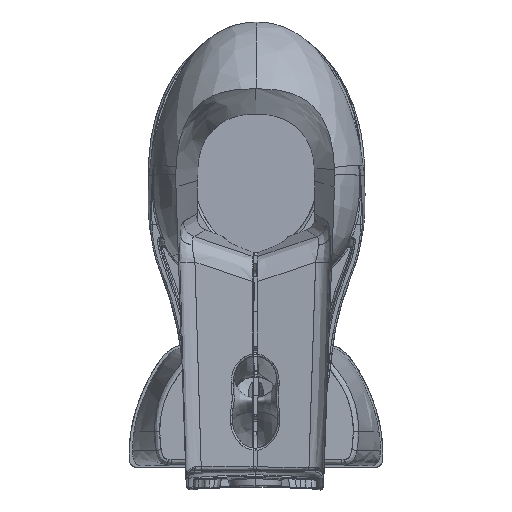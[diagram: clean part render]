
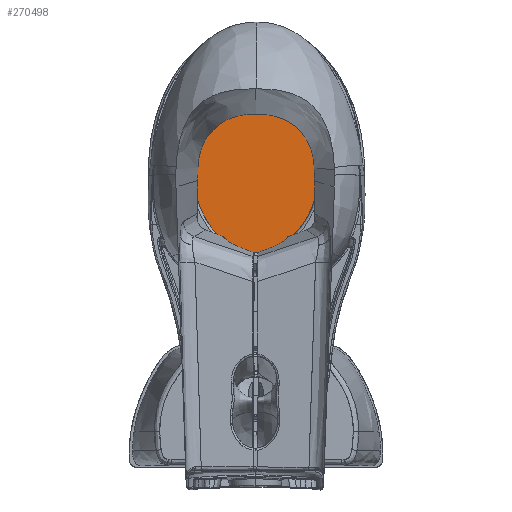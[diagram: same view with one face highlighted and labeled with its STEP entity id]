
A CAD part, front view. The second image highlights one B-rep face of the part: STEP entity #270498.
In plain terms, the highlighted face is planar.
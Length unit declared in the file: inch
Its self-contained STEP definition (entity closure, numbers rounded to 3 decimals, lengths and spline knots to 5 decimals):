
#5379 = CARTESIAN_POINT ( 'NONE',  ( 0.88047, -20.68521, 0.85388 ) ) ;
#12718 = EDGE_CURVE ( 'NONE', #253721, #78722, #137280, .T. ) ;
#17614 = PLANE ( 'NONE',  #69544 ) ;
#20747 = CARTESIAN_POINT ( 'NONE',  ( 6.22174, -16.63787, 0.89866 ) ) ;
#21837 = CARTESIAN_POINT ( 'NONE',  ( 6.69904, -15.581, 0.91008 ) ) ;
#23970 = CARTESIAN_POINT ( 'NONE',  ( -3.44277, -19.79572, 0.86209 ) ) ;
#26557 = CARTESIAN_POINT ( 'NONE',  ( -4.19458, -1.70842, 1.05496 ) ) ;
#38675 = CARTESIAN_POINT ( 'NONE',  ( -7.17257, -6.09888, 1.00721 ) ) ;
#45770 = CARTESIAN_POINT ( 'NONE',  ( 7.07024, -14.45395, 0.92222 ) ) ;
#48981 = CARTESIAN_POINT ( 'NONE',  ( 4.24854, -19.19514, 0.87078 ) ) ;
#54406 = CARTESIAN_POINT ( 'NONE',  ( -7.59023, -12.11852, 0.94282 ) ) ;
#67260 = FACE_OUTER_BOUND ( 'NONE', #197704, .T. ) ;
#69544 = AXIS2_PLACEMENT_3D ( 'NONE', #239566, #144855, #119760 ) ;
#71840 = CARTESIAN_POINT ( 'NONE',  ( 7.73077, -10.91617, 0.96018 ) ) ;
#73980 = CARTESIAN_POINT ( 'NONE',  ( 7.76219, -9.6898, 0.97328 ) ) ;
#78722 = VERTEX_POINT ( 'NONE', #26557 ) ;
#79404 = CARTESIAN_POINT ( 'NONE',  ( -6.22063, -16.64013, 0.89496 ) ) ;
#95715 = CARTESIAN_POINT ( 'NONE',  ( -7.4869, -7.2574, 0.99475 ) ) ;
#96770 = CARTESIAN_POINT ( 'NONE',  ( 7.67679, -8.46277, 0.98636 ) ) ;
#98894 = CARTESIAN_POINT ( 'NONE',  ( 6.19605, -3.9957, 1.03361 ) ) ;
#102228 = VECTOR ( 'NONE', #274785, 39.37008 ) ;
#104326 = CARTESIAN_POINT ( 'NONE',  ( -4.97947, -18.4667, 0.87583 ) ) ;
#115928 =( BOUNDED_CURVE ( )  B_SPLINE_CURVE ( 11, ( #170864, #173014, #129415, #272010, #123921, #38675, #95715, #269842, #195841, #203396, #54406, #245918, #228404, #79404, #253522, #104326, #147973, #23970, #120723, #278505, #197961, #5379, #146903, #297996, #319745, #48981, #171955, #222978, #20747, #21837, #45770, #220860, #71840, #73980, #96770, #248026, #270935, #196915, #98894, #273094, #134797, #132646 ),
 .UNSPECIFIED., .F., .F. ) 
 B_SPLINE_CURVE_WITH_KNOTS ( ( 12, 10, 10, 10, 12 ),
 ( 0., 0.24819, 0.49986, 0.75152, 1. ),
 .UNSPECIFIED. ) 
 CURVE ( )  GEOMETRIC_REPRESENTATION_ITEM ( )  RATIONAL_B_SPLINE_CURVE ( ( 1.075, 1.071, 1.066, 1.06, 1.054, 1.048, 1.043, 1.039, 1.035, 1.033, 1.031, 1.03, 1.029, 1.03, 1.03, 1.032, 1.033, 1.035, 1.037, 1.038, 1.039, 1.04, 1.039, 1.038, 1.037, 1.035, 1.034, 1.033, 1.032, 1.032, 1.032, 1.034, 1.036, 1.038, 1.041, 1.045, 1.05, 1.056, 1.062, 1.067, 1.072, 1.076 ) ) 
 REPRESENTATION_ITEM ( '' )  );
#119760 = DIRECTION ( 'NONE',  ( 0., -1., -0.011 ) ) ;
#120723 = CARTESIAN_POINT ( 'NONE',  ( -2.60328, -20.24222, 0.85758 ) ) ;
#123921 = CARTESIAN_POINT ( 'NONE',  ( -6.74603, -5.0019, 1.01904 ) ) ;
#129415 = CARTESIAN_POINT ( 'NONE',  ( -5.59988, -3.10295, 1.03965 ) ) ;
#132646 = CARTESIAN_POINT ( 'NONE',  ( 4.17322, -1.71037, 1.05741 ) ) ;
#134797 = CARTESIAN_POINT ( 'NONE',  ( 4.89742, -2.34005, 1.0509 ) ) ;
#137280 = LINE ( 'NONE', #198643, #102228 ) ;
#144855 = DIRECTION ( 'NONE',  ( 0., -0.011, 1. ) ) ;
#146903 = CARTESIAN_POINT ( 'NONE',  ( 1.75361, -20.53546, 0.85573 ) ) ;
#147973 = CARTESIAN_POINT ( 'NONE',  ( -4.24194, -19.20031, 0.86821 ) ) ;
#160459 = ORIENTED_EDGE ( 'NONE', *, *, #184236, .F. ) ;
#170864 = CARTESIAN_POINT ( 'NONE',  ( -4.19458, -1.70842, 1.05496 ) ) ;
#171955 = CARTESIAN_POINT ( 'NONE',  ( 4.98418, -18.46217, 0.87882 ) ) ;
#173014 = CARTESIAN_POINT ( 'NONE',  ( -4.91879, -2.33851, 1.04802 ) ) ;
#184236 = EDGE_CURVE ( 'NONE', #78722, #253721, #115928, .T. ) ;
#184760 = CARTESIAN_POINT ( 'NONE',  ( 4.17322, -1.71037, 1.05741 ) ) ;
#195841 = CARTESIAN_POINT ( 'NONE',  ( -7.77116, -9.68969, 0.9687 ) ) ;
#196915 = CARTESIAN_POINT ( 'NONE',  ( 6.72746, -5.00092, 1.02303 ) ) ;
#197704 = EDGE_LOOP ( 'NONE', ( #160459, #304077 ) ) ;
#197961 = CARTESIAN_POINT ( 'NONE',  ( -0.86516, -20.68736, 0.85334 ) ) ;
#198643 = CARTESIAN_POINT ( 'NONE',  ( 4.17322, -1.71037, 1.05741 ) ) ;
#203396 = CARTESIAN_POINT ( 'NONE',  ( -7.73783, -10.91567, 0.95562 ) ) ;
#220860 = CARTESIAN_POINT ( 'NONE',  ( 7.5848, -12.11938, 0.9473 ) ) ;
#222978 = CARTESIAN_POINT ( 'NONE',  ( 5.64688, -17.60459, 0.88817 ) ) ;
#228404 = CARTESIAN_POINT ( 'NONE',  ( -6.69965, -15.5821, 0.90611 ) ) ;
#239566 = CARTESIAN_POINT ( 'NONE',  ( 0.00221, -10.14897, 0.96609 ) ) ;
#245918 = CARTESIAN_POINT ( 'NONE',  ( -7.07254, -14.45396, 0.91805 ) ) ;
#248026 = CARTESIAN_POINT ( 'NONE',  ( 7.47346, -7.2569, 0.99917 ) ) ;
#253522 = CARTESIAN_POINT ( 'NONE',  ( -5.64408, -17.60795, 0.8848 ) ) ;
#253721 = VERTEX_POINT ( 'NONE', #184760 ) ;
#269842 = CARTESIAN_POINT ( 'NONE',  ( -7.68801, -8.46325, 0.98182 ) ) ;
#270498 = ADVANCED_FACE ( 'NONE', ( #67260 ), #17614, .F. ) ;
#270935 = CARTESIAN_POINT ( 'NONE',  ( 7.15641, -6.09744, 1.01145 ) ) ;
#272010 = CARTESIAN_POINT ( 'NONE',  ( -6.21616, -3.9958, 1.02994 ) ) ;
#273094 = CARTESIAN_POINT ( 'NONE',  ( 5.57885, -3.10376, 1.04295 ) ) ;
#274785 = DIRECTION ( 'NONE',  ( -1., 0., 0. ) ) ;
#278505 = CARTESIAN_POINT ( 'NONE',  ( -1.73971, -20.53962, 0.85466 ) ) ;
#297996 = CARTESIAN_POINT ( 'NONE',  ( 2.6149, -20.23666, 0.85918 ) ) ;
#304077 = ORIENTED_EDGE ( 'NONE', *, *, #12718, .F. ) ;
#319745 = CARTESIAN_POINT ( 'NONE',  ( 3.45156, -19.78982, 0.86419 ) ) ;
